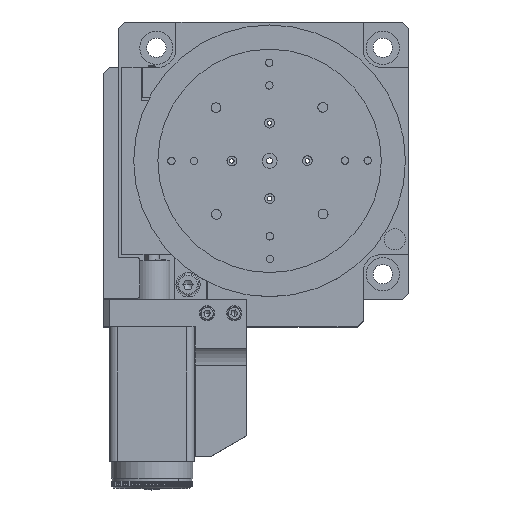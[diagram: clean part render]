
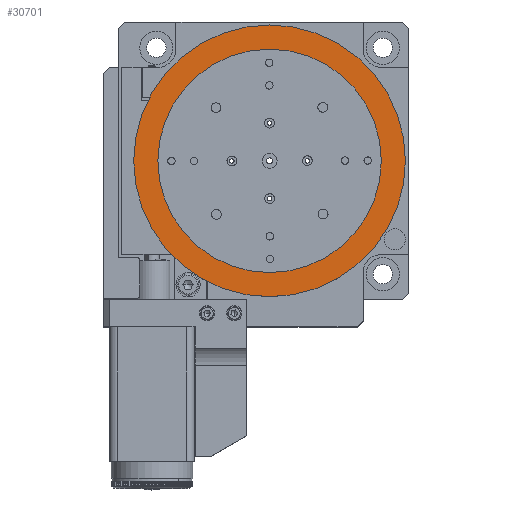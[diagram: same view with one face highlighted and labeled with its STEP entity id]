
A CAD part, top view. The second image highlights one B-rep face of the part: STEP entity #30701.
In plain terms, the highlighted planar face has unit normal (0, 0, 1).
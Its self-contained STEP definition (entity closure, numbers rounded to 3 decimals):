
#401 = PLANE ( 'NONE',  #35521 ) ;
#1873 = VERTEX_POINT ( 'NONE', #25649 ) ;
#2072 = DIRECTION ( 'NONE',  ( 0., 0., -1. ) ) ;
#2128 = DIRECTION ( 'NONE',  ( 0., 0., -1. ) ) ;
#2969 = VERTEX_POINT ( 'NONE', #9165 ) ;
#5203 = AXIS2_PLACEMENT_3D ( 'NONE', #17620, #2072, #39800 ) ;
#6256 = AXIS2_PLACEMENT_3D ( 'NONE', #7292, #10235, #32830 ) ;
#6722 = DIRECTION ( 'NONE',  ( 0., 0., 1. ) ) ;
#6780 = AXIS2_PLACEMENT_3D ( 'NONE', #26240, #16618, #36081 ) ;
#7292 = CARTESIAN_POINT ( 'NONE',  ( 50., 46., 32. ) ) ;
#9165 = CARTESIAN_POINT ( 'NONE',  ( 13., 46., 32. ) ) ;
#10005 = CARTESIAN_POINT ( 'NONE',  ( 87., 46., 32. ) ) ;
#10085 = FACE_BOUND ( 'NONE', #11448, .T. ) ;
#10235 = DIRECTION ( 'NONE',  ( 0., 0., -1. ) ) ;
#10986 = CIRCLE ( 'NONE', #6256, 37. ) ;
#11448 = EDGE_LOOP ( 'NONE', ( #16025, #30846 ) ) ;
#13848 = FACE_OUTER_BOUND ( 'NONE', #20910, .T. ) ;
#14451 = AXIS2_PLACEMENT_3D ( 'NONE', #14539, #2128, #21422 ) ;
#14539 = CARTESIAN_POINT ( 'NONE',  ( 50., 46., 32. ) ) ;
#15827 = VERTEX_POINT ( 'NONE', #10005 ) ;
#16025 = ORIENTED_EDGE ( 'NONE', *, *, #19296, .T. ) ;
#16618 = DIRECTION ( 'NONE',  ( 0., 0., -1. ) ) ;
#17620 = CARTESIAN_POINT ( 'NONE',  ( 50., 46., 32. ) ) ;
#19224 = CARTESIAN_POINT ( 'NONE',  ( 95., 46., 32. ) ) ;
#19296 = EDGE_CURVE ( 'NONE', #15827, #2969, #41314, .T. ) ;
#20910 = EDGE_LOOP ( 'NONE', ( #38251, #21728 ) ) ;
#21422 = DIRECTION ( 'NONE',  ( 1., 0., 0. ) ) ;
#21728 = ORIENTED_EDGE ( 'NONE', *, *, #32632, .F. ) ;
#22775 = VERTEX_POINT ( 'NONE', #19224 ) ;
#25173 = EDGE_CURVE ( 'NONE', #2969, #15827, #10986, .T. ) ;
#25649 = CARTESIAN_POINT ( 'NONE',  ( 5., 46., 32. ) ) ;
#26182 = CIRCLE ( 'NONE', #6780, 45. ) ;
#26240 = CARTESIAN_POINT ( 'NONE',  ( 50., 46., 32. ) ) ;
#30701 = ADVANCED_FACE ( 'NONE', ( #13848, #10085 ), #401, .T. ) ;
#30846 = ORIENTED_EDGE ( 'NONE', *, *, #25173, .T. ) ;
#31174 = CIRCLE ( 'NONE', #14451, 45. ) ;
#32632 = EDGE_CURVE ( 'NONE', #1873, #22775, #26182, .T. ) ;
#32830 = DIRECTION ( 'NONE',  ( 1., 0., 0. ) ) ;
#32886 = CARTESIAN_POINT ( 'NONE',  ( 91., 46.133, 32. ) ) ;
#35521 = AXIS2_PLACEMENT_3D ( 'NONE', #32886, #6722, #35623 ) ;
#35623 = DIRECTION ( 'NONE',  ( 1., 0., 0. ) ) ;
#36081 = DIRECTION ( 'NONE',  ( 1., 0., 0. ) ) ;
#37788 = EDGE_CURVE ( 'NONE', #22775, #1873, #31174, .T. ) ;
#38251 = ORIENTED_EDGE ( 'NONE', *, *, #37788, .F. ) ;
#39800 = DIRECTION ( 'NONE',  ( 1., 0., 0. ) ) ;
#41314 = CIRCLE ( 'NONE', #5203, 37. ) ;
